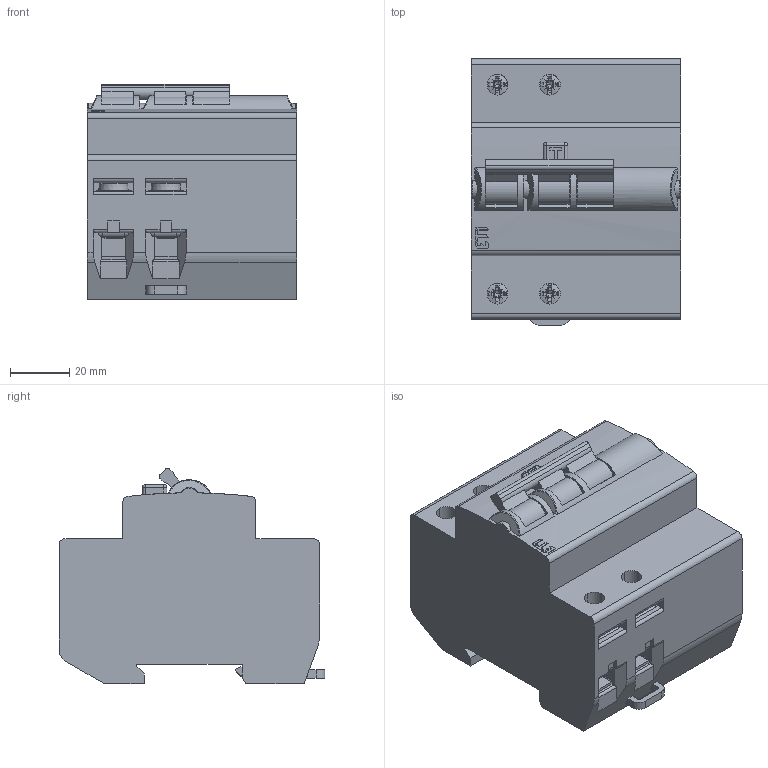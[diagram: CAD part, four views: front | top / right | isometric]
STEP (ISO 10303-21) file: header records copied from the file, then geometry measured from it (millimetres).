
FILE_DESCRIPTION((''),'2;1');
FILE_NAME('002174511_KZS-4M_2P_ASM','2022-11-24T08:36:07',('klemen.sitar'),('Audax d.o.o.'),'CREO PARAMETRIC BY PTC INC, 2021304','CREO PARAMETRIC BY PTC INC, 2021304','');
FILE_SCHEMA(('AP242_MANAGED_MODEL_BASED_3D_ENGINEERING_MIM_LF { 1 0 10303 442 1 1 4 }'));
Length unit declared in the file: metre
Products named in the file (21): PRT0001_1_1; PRT0001_1_2; PRT0001_1_3; PRT0001_1_4; PRT0001_1_5; PRT0001_1_6; PRT0001_1_7; PRT0001_1_8; PRT0001_1_9; H7_11MM_USED_FOR_ETIMAT_1_1; H7_11MM_USED_FOR_ETIMAT_1_2; H7_11MM_USED_FOR_ETIMAT_1_3; PRT0004_1_1; PRT0004_1_2; PRT0004_1_3; PRT0004_1_4; PRT0003_1_1; PRT0003_1_2; P1_1; PRT0002_1; 002174511_KZS-4M_2P_ASM
Assembly tree (20 placements, depth 2):
  002174511_KZS-4M_2P_ASM
    PRT0001_1_1
    PRT0001_1_2
    PRT0001_1_3
    PRT0001_1_4
    PRT0001_1_5
    PRT0001_1_6
    PRT0001_1_7
    PRT0001_1_8
    PRT0001_1_9
    H7_11MM_USED_FOR_ETIMAT_1_1
    H7_11MM_USED_FOR_ETIMAT_1_2
    H7_11MM_USED_FOR_ETIMAT_1_3
    PRT0004_1_1
    PRT0004_1_2
    PRT0004_1_3
    PRT0004_1_4
    PRT0003_1_1
    PRT0003_1_2
    P1_1
    PRT0002_1
Bounding box: 70.6 x 89.8 x 72.79 mm (x, y, z)
Volume: 326699 mm3; surface area: 43500.9 mm2
Topology: 20 solids, 20 shells, 720 faces, 2046 edges, 1378 vertices
Faces by surface type: plane 486, cylinder 161, cone 41, torus 14, sphere 14, bspline 4
Entity records: 36081 total; most frequent: CARTESIAN_POINT 6153, ORIENTED_EDGE 4026, DIRECTION 3778, PRESENTATION_STYLE_ASSIGNMENT 2333, STYLED_ITEM 2333, EDGE_CURVE 2013, CURVE_STYLE 1977, VERTEX_POINT 1356
